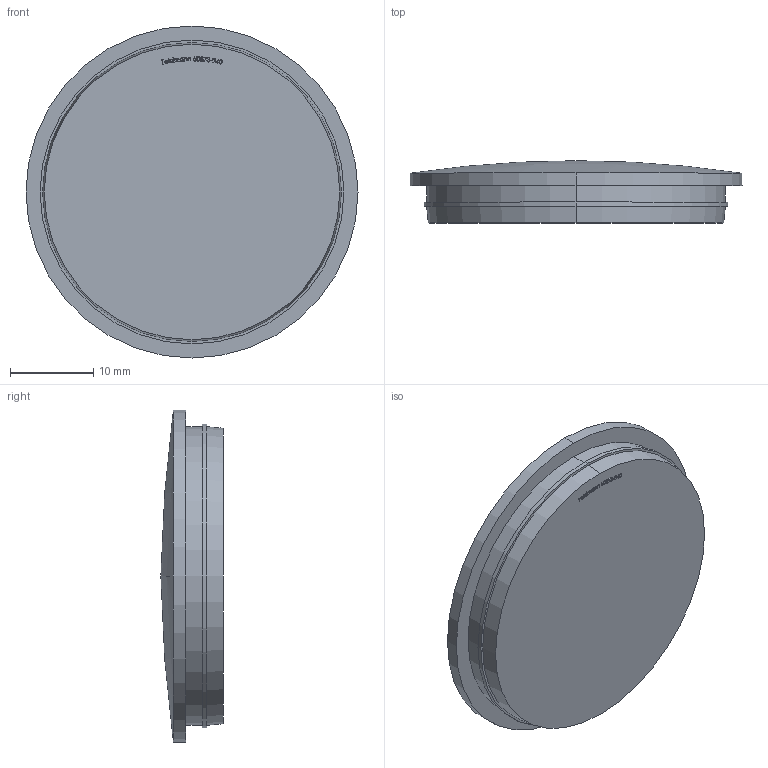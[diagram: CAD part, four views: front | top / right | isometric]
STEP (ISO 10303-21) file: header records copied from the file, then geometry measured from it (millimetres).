
FILE_DESCRIPTION (( 'STEP AP203' ), '1' );
FILE_NAME ('50873-240.step', '2018-11-30T09:17:33', ( '' ), ( '' ), 'SwSTEP 2.0', 'SolidWorks 2015', '' );
FILE_SCHEMA (( 'CONFIG_CONTROL_DESIGN' ));
Length unit declared in the file: millimetre
Products named in the file (1): 50873-240
Bounding box: 40 x 7.5 x 40 mm (x, y, z)
Volume: 7403.7 mm3; surface area: 3284.1 mm2
Topology: 1 solids, 1 shells, 242 faces, 637 edges, 425 vertices
Faces by surface type: plane 121, bspline 111, cylinder 6, cone 2, sphere 2
Entity records: 13628 total; most frequent: CARTESIAN_POINT 8304, ORIENTED_EDGE 1274, DIRECTION 699, EDGE_CURVE 637, VERTEX_POINT 425, LINE 395, VECTOR 395, EDGE_LOOP 270
